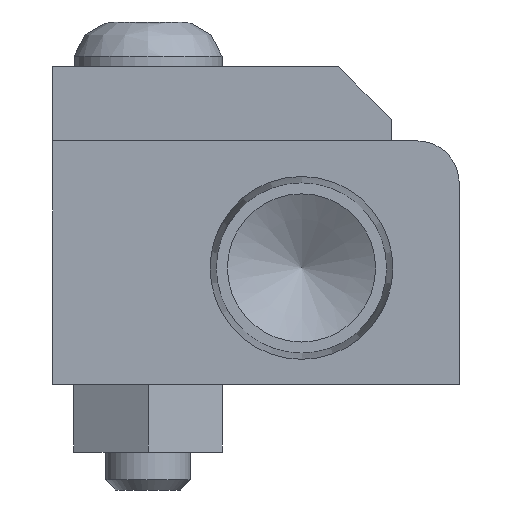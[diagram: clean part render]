
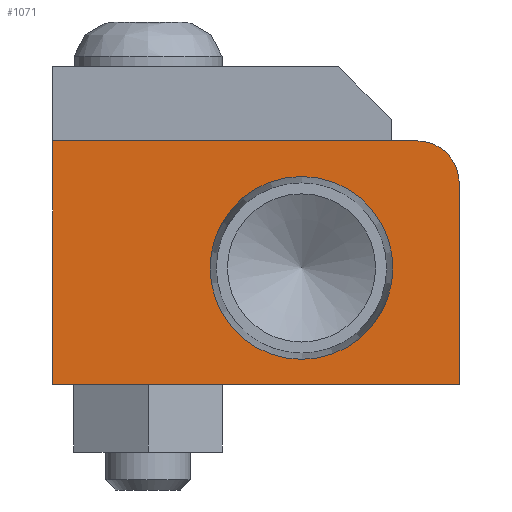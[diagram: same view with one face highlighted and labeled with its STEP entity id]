
A CAD part, left-side view. The second image highlights one B-rep face of the part: STEP entity #1071.
In plain terms, the highlighted planar face has unit normal (-1, 0, 0).
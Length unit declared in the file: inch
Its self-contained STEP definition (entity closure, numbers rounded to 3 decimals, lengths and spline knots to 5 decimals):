
#546=CARTESIAN_POINT('',(-39.27551,-4.95936,0.31447));
#547=VERTEX_POINT('',#546);
#548=CARTESIAN_POINT('',(-39.27551,-4.95936,0.04447));
#549=DIRECTION('',(1.0,0.0,0.0));
#550=DIRECTION('',(0.0,0.0,1.0));
#551=AXIS2_PLACEMENT_3D('',#548,#549,#550);
#552=CIRCLE('',#551,0.27);
#553=EDGE_CURVE('',#547,#547,#552,.T.);
#875=CARTESIAN_POINT('',(-39.27551,-5.29999,0.41972));
#876=VERTEX_POINT('',#875);
#883=CARTESIAN_POINT('',(-39.27551,-5.42499,0.29472));
#884=VERTEX_POINT('',#883);
#885=CARTESIAN_POINT('',(-39.27551,-5.29999,0.29472));
#886=DIRECTION('',(1.0,0.,0.));
#887=DIRECTION('',(0.,-0.707,0.707));
#888=AXIS2_PLACEMENT_3D('',#885,#886,#887);
#889=CIRCLE('',#888,0.125);
#890=EDGE_CURVE('',#876,#884,#889,.T.);
#914=CARTESIAN_POINT('',(-39.27551,-4.22499,0.41972));
#915=VERTEX_POINT('',#914);
#922=CARTESIAN_POINT('',(-39.27551,-4.22499,0.41972));
#923=DIRECTION('',(0.0,-1.0,0.0));
#924=VECTOR('',#923,1.075);
#925=LINE('',#922,#924);
#926=EDGE_CURVE('',#915,#876,#925,.T.);
#957=CARTESIAN_POINT('',(-39.27551,-4.22499,-0.29928));
#958=VERTEX_POINT('',#957);
#965=CARTESIAN_POINT('',(-39.27551,-4.22499,-0.29928));
#966=DIRECTION('',(0.0,0.0,1.0));
#967=VECTOR('',#966,0.719);
#968=LINE('',#965,#967);
#969=EDGE_CURVE('',#958,#915,#968,.T.);
#988=CARTESIAN_POINT('',(-39.27551,-5.42499,-0.29928));
#989=VERTEX_POINT('',#988);
#996=CARTESIAN_POINT('',(-39.27551,-5.42499,-0.29928));
#997=DIRECTION('',(0.0,1.0,0.0));
#998=VECTOR('',#997,1.2);
#999=LINE('',#996,#998);
#1000=EDGE_CURVE('',#989,#958,#999,.T.);
#1030=CARTESIAN_POINT('',(-39.27551,-5.42499,0.29472));
#1031=DIRECTION('',(0.0,0.0,-1.0));
#1032=VECTOR('',#1031,0.594);
#1033=LINE('',#1030,#1032);
#1034=EDGE_CURVE('',#884,#989,#1033,.T.);
#1056=CARTESIAN_POINT('',(-39.27551,-4.8161,0.05474));
#1057=DIRECTION('',(1.0,0.0,0.0));
#1058=DIRECTION('',(0.0,1.0,0.0));
#1059=AXIS2_PLACEMENT_3D('',#1056,#1057,#1058);
#1060=PLANE('',#1059);
#1061=ORIENTED_EDGE('',*,*,#1034,.F.);
#1062=ORIENTED_EDGE('',*,*,#890,.F.);
#1063=ORIENTED_EDGE('',*,*,#926,.F.);
#1064=ORIENTED_EDGE('',*,*,#969,.F.);
#1065=ORIENTED_EDGE('',*,*,#1000,.F.);
#1066=EDGE_LOOP('',(#1061,#1062,#1063,#1064,#1065));
#1067=FACE_OUTER_BOUND('',#1066,.T.);
#1068=ORIENTED_EDGE('',*,*,#553,.T.);
#1069=EDGE_LOOP('',(#1068));
#1070=FACE_BOUND('',#1069,.T.);
#1071=ADVANCED_FACE('',(#1067,#1070),#1060,.F.);
